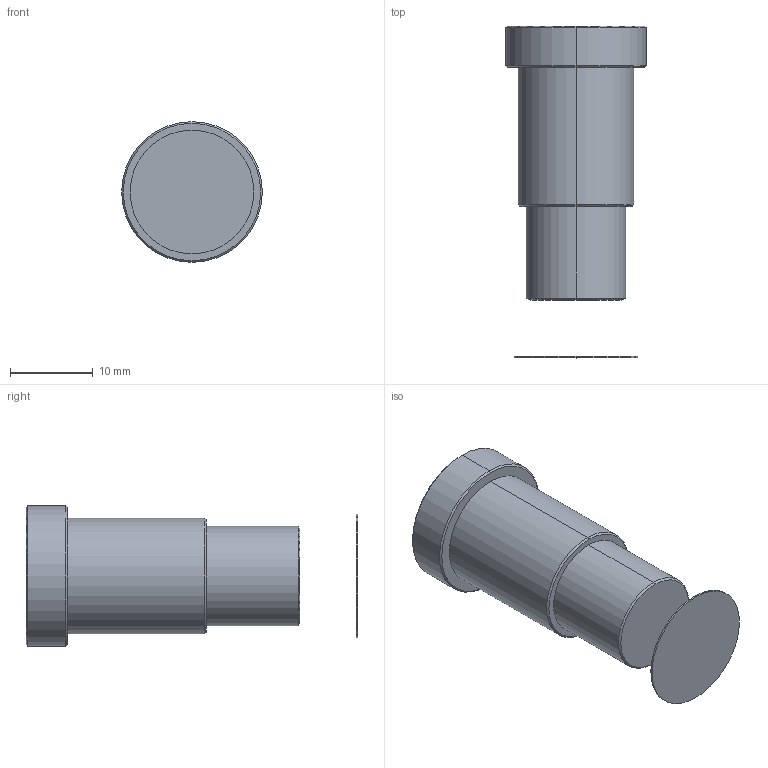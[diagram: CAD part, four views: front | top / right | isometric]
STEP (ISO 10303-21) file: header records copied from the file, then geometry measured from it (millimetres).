
FILE_DESCRIPTION (( 'STEP AP203' ), '1' );
FILE_NAME ('L156-8-M12.STEP', '', ( '' ), ( '' ), '', '', '' );
FILE_SCHEMA (( 'CONFIG_CONTROL_DESIGN' ));
Length unit declared in the file: millimetre
Products named in the file (1): L156-8-M12
Bounding box: 17 x 40.1 x 17 mm (x, y, z)
Volume: 4997.1 mm3; surface area: 2234.9 mm2
Topology: 2 solids, 2 shells, 25 faces, 46 edges, 28 vertices
Faces by surface type: cylinder 10, cone 8, plane 7
Entity records: 699 total; most frequent: DIRECTION 126, CARTESIAN_POINT 100, ORIENTED_EDGE 92, AXIS2_PLACEMENT_3D 54, EDGE_CURVE 46, VERTEX_POINT 28, EDGE_LOOP 28, CIRCLE 28
